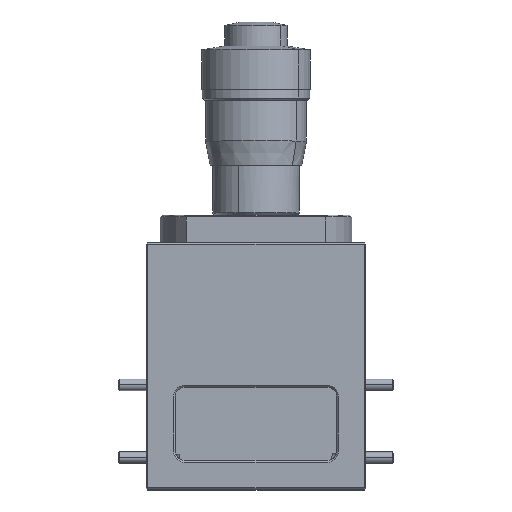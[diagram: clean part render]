
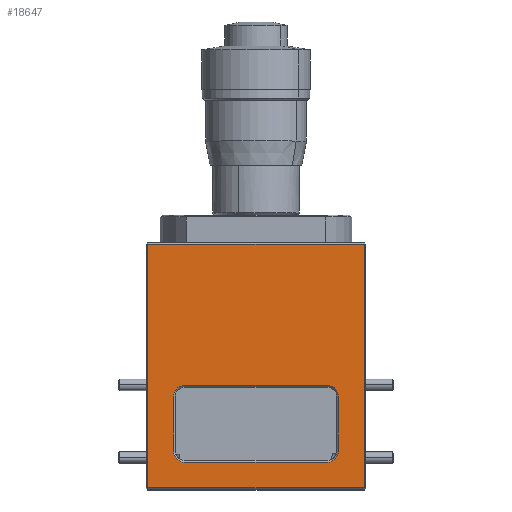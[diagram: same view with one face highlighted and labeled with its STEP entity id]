
A CAD part, top view. The second image highlights one B-rep face of the part: STEP entity #18647.
In plain terms, the highlighted planar face has unit normal (0, 0, 1).
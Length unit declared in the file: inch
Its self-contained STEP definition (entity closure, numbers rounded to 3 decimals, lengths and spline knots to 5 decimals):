
#81 = EDGE_CURVE ( 'NONE', #1941, #664, #13604, .T. ) ;
#89 = DIRECTION ( 'NONE',  ( 0., -1., 0. ) ) ;
#193 = PLANE ( 'NONE',  #14671 ) ;
#340 = CIRCLE ( 'NONE', #7633, 0.06 ) ;
#498 = LINE ( 'NONE', #14851, #15292 ) ;
#664 = VERTEX_POINT ( 'NONE', #17607 ) ;
#985 = ORIENTED_EDGE ( 'NONE', *, *, #8755, .T. ) ;
#1088 = CARTESIAN_POINT ( 'NONE',  ( -1.2, -0.665, 0.375 ) ) ;
#1131 = CARTESIAN_POINT ( 'NONE',  ( -0.01, 0.665, 0.375 ) ) ;
#1421 = EDGE_LOOP ( 'NONE', ( #2268, #13448, #15673, #16026, #16827, #8425, #18156, #3644 ) ) ;
#1424 = CARTESIAN_POINT ( 'NONE',  ( -1.19, 0.665, 0.375 ) ) ;
#1475 = VECTOR ( 'NONE', #15777, 39.37008 ) ;
#1894 = VECTOR ( 'NONE', #8775, 39.37008 ) ;
#1905 = CARTESIAN_POINT ( 'NONE',  ( -0.15, -0.165, 0.375 ) ) ;
#1941 = VERTEX_POINT ( 'NONE', #9918 ) ;
#2132 = CIRCLE ( 'NONE', #10976, 0.06 ) ;
#2268 = ORIENTED_EDGE ( 'NONE', *, *, #6453, .T. ) ;
#2831 = VERTEX_POINT ( 'NONE', #13546 ) ;
#3216 = EDGE_CURVE ( 'NONE', #8230, #11537, #5914, .T. ) ;
#3427 = VERTEX_POINT ( 'NONE', #10605 ) ;
#3644 = ORIENTED_EDGE ( 'NONE', *, *, #10984, .T. ) ;
#3861 = CARTESIAN_POINT ( 'NONE',  ( -1.19, -0.665, 0.375 ) ) ;
#4021 = DIRECTION ( 'NONE',  ( 0., -1., 0. ) ) ;
#4653 = DIRECTION ( 'NONE',  ( 0., -1., 0. ) ) ;
#4769 = DIRECTION ( 'NONE',  ( 0., 1., 0. ) ) ;
#5618 = CARTESIAN_POINT ( 'NONE',  ( -0.21, -0.105, 0.375 ) ) ;
#5695 = DIRECTION ( 'NONE',  ( 0., -1., 0. ) ) ;
#5914 = LINE ( 'NONE', #9927, #1475 ) ;
#5987 = DIRECTION ( 'NONE',  ( 0., 0., 1. ) ) ;
#6094 = CARTESIAN_POINT ( 'NONE',  ( -0.99, -0.525, 0.375 ) ) ;
#6262 = EDGE_CURVE ( 'NONE', #15579, #16073, #9586, .T. ) ;
#6278 = CARTESIAN_POINT ( 'NONE',  ( -1.2, 0.675, 0.375 ) ) ;
#6328 = LINE ( 'NONE', #16680, #17140 ) ;
#6453 = EDGE_CURVE ( 'NONE', #3427, #8230, #2132, .T. ) ;
#6961 = EDGE_LOOP ( 'NONE', ( #985, #10806, #7150, #9141 ) ) ;
#7136 = CARTESIAN_POINT ( 'NONE',  ( -0.21, -0.465, 0.375 ) ) ;
#7150 = ORIENTED_EDGE ( 'NONE', *, *, #6262, .T. ) ;
#7321 = LINE ( 'NONE', #13176, #18119 ) ;
#7607 = FACE_BOUND ( 'NONE', #1421, .T. ) ;
#7633 = AXIS2_PLACEMENT_3D ( 'NONE', #18464, #12436, #16875 ) ;
#7933 = EDGE_CURVE ( 'NONE', #2831, #1941, #16507, .T. ) ;
#8115 = CARTESIAN_POINT ( 'NONE',  ( -0.99, -0.165, 0.375 ) ) ;
#8144 = DIRECTION ( 'NONE',  ( 1., 0., 0. ) ) ;
#8230 = VERTEX_POINT ( 'NONE', #17846 ) ;
#8425 = ORIENTED_EDGE ( 'NONE', *, *, #9340, .T. ) ;
#8755 = EDGE_CURVE ( 'NONE', #14613, #13446, #6328, .T. ) ;
#8775 = DIRECTION ( 'NONE',  ( 1., 0., 0. ) ) ;
#9012 = AXIS2_PLACEMENT_3D ( 'NONE', #8115, #9736, #4021 ) ;
#9141 = ORIENTED_EDGE ( 'NONE', *, *, #14018, .T. ) ;
#9208 = DIRECTION ( 'NONE',  ( 0., 1., 0. ) ) ;
#9308 = CARTESIAN_POINT ( 'NONE',  ( -0.99, -0.465, 0.375 ) ) ;
#9340 = EDGE_CURVE ( 'NONE', #664, #12421, #17417, .T. ) ;
#9586 = LINE ( 'NONE', #1088, #11062 ) ;
#9736 = DIRECTION ( 'NONE',  ( 0., 0., -1. ) ) ;
#9918 = CARTESIAN_POINT ( 'NONE',  ( -1.05, -0.165, 0.375 ) ) ;
#9927 = CARTESIAN_POINT ( 'NONE',  ( -0.99, -0.525, 0.375 ) ) ;
#10605 = CARTESIAN_POINT ( 'NONE',  ( -0.15, -0.465, 0.375 ) ) ;
#10785 = CIRCLE ( 'NONE', #15069, 0.06 ) ;
#10806 = ORIENTED_EDGE ( 'NONE', *, *, #11167, .T. ) ;
#10976 = AXIS2_PLACEMENT_3D ( 'NONE', #7136, #11534, #5695 ) ;
#10984 = EDGE_CURVE ( 'NONE', #14790, #3427, #7321, .T. ) ;
#11062 = VECTOR ( 'NONE', #8144, 39.37008 ) ;
#11167 = EDGE_CURVE ( 'NONE', #13446, #15579, #17368, .T. ) ;
#11534 = DIRECTION ( 'NONE',  ( 0., 0., -1. ) ) ;
#11537 = VERTEX_POINT ( 'NONE', #6094 ) ;
#11724 = EDGE_CURVE ( 'NONE', #11537, #2831, #10785, .T. ) ;
#12421 = VERTEX_POINT ( 'NONE', #15383 ) ;
#12436 = DIRECTION ( 'NONE',  ( 0., 0., -1. ) ) ;
#12823 = VECTOR ( 'NONE', #9208, 39.37008 ) ;
#13107 = CARTESIAN_POINT ( 'NONE',  ( -0.01, -0.665, 0.375 ) ) ;
#13176 = CARTESIAN_POINT ( 'NONE',  ( -0.15, -0.465, 0.375 ) ) ;
#13282 = FACE_OUTER_BOUND ( 'NONE', #6961, .T. ) ;
#13446 = VERTEX_POINT ( 'NONE', #1424 ) ;
#13448 = ORIENTED_EDGE ( 'NONE', *, *, #3216, .T. ) ;
#13546 = CARTESIAN_POINT ( 'NONE',  ( -1.05, -0.465, 0.375 ) ) ;
#13604 = CIRCLE ( 'NONE', #9012, 0.06 ) ;
#14018 = EDGE_CURVE ( 'NONE', #16073, #14613, #498, .T. ) ;
#14613 = VERTEX_POINT ( 'NONE', #1131 ) ;
#14671 = AXIS2_PLACEMENT_3D ( 'NONE', #6278, #5987, #17517 ) ;
#14790 = VERTEX_POINT ( 'NONE', #1905 ) ;
#14851 = CARTESIAN_POINT ( 'NONE',  ( -0.01, 0.675, 0.375 ) ) ;
#14927 = CARTESIAN_POINT ( 'NONE',  ( -1.19, 0.675, 0.375 ) ) ;
#15069 = AXIS2_PLACEMENT_3D ( 'NONE', #9308, #15143, #4653 ) ;
#15143 = DIRECTION ( 'NONE',  ( 0., 0., -1. ) ) ;
#15292 = VECTOR ( 'NONE', #4769, 39.37008 ) ;
#15383 = CARTESIAN_POINT ( 'NONE',  ( -0.21, -0.105, 0.375 ) ) ;
#15579 = VERTEX_POINT ( 'NONE', #3861 ) ;
#15673 = ORIENTED_EDGE ( 'NONE', *, *, #11724, .T. ) ;
#15777 = DIRECTION ( 'NONE',  ( -1., 0., 0. ) ) ;
#16026 = ORIENTED_EDGE ( 'NONE', *, *, #7933, .T. ) ;
#16073 = VERTEX_POINT ( 'NONE', #13107 ) ;
#16507 = LINE ( 'NONE', #17847, #12823 ) ;
#16680 = CARTESIAN_POINT ( 'NONE',  ( -1.2, 0.665, 0.375 ) ) ;
#16827 = ORIENTED_EDGE ( 'NONE', *, *, #81, .T. ) ;
#16875 = DIRECTION ( 'NONE',  ( 0., -1., 0. ) ) ;
#17140 = VECTOR ( 'NONE', #17842, 39.37008 ) ;
#17213 = VECTOR ( 'NONE', #17900, 39.37008 ) ;
#17368 = LINE ( 'NONE', #14927, #17213 ) ;
#17417 = LINE ( 'NONE', #5618, #1894 ) ;
#17517 = DIRECTION ( 'NONE',  ( 0., -1., 0. ) ) ;
#17522 = EDGE_CURVE ( 'NONE', #12421, #14790, #340, .T. ) ;
#17607 = CARTESIAN_POINT ( 'NONE',  ( -0.99, -0.105, 0.375 ) ) ;
#17842 = DIRECTION ( 'NONE',  ( -1., 0., 0. ) ) ;
#17846 = CARTESIAN_POINT ( 'NONE',  ( -0.21, -0.525, 0.375 ) ) ;
#17847 = CARTESIAN_POINT ( 'NONE',  ( -1.05, -0.165, 0.375 ) ) ;
#17900 = DIRECTION ( 'NONE',  ( 0., -1., 0. ) ) ;
#18119 = VECTOR ( 'NONE', #89, 39.37008 ) ;
#18156 = ORIENTED_EDGE ( 'NONE', *, *, #17522, .T. ) ;
#18464 = CARTESIAN_POINT ( 'NONE',  ( -0.21, -0.165, 0.375 ) ) ;
#18647 = ADVANCED_FACE ( 'NONE', ( #13282, #7607 ), #193, .T. ) ;
